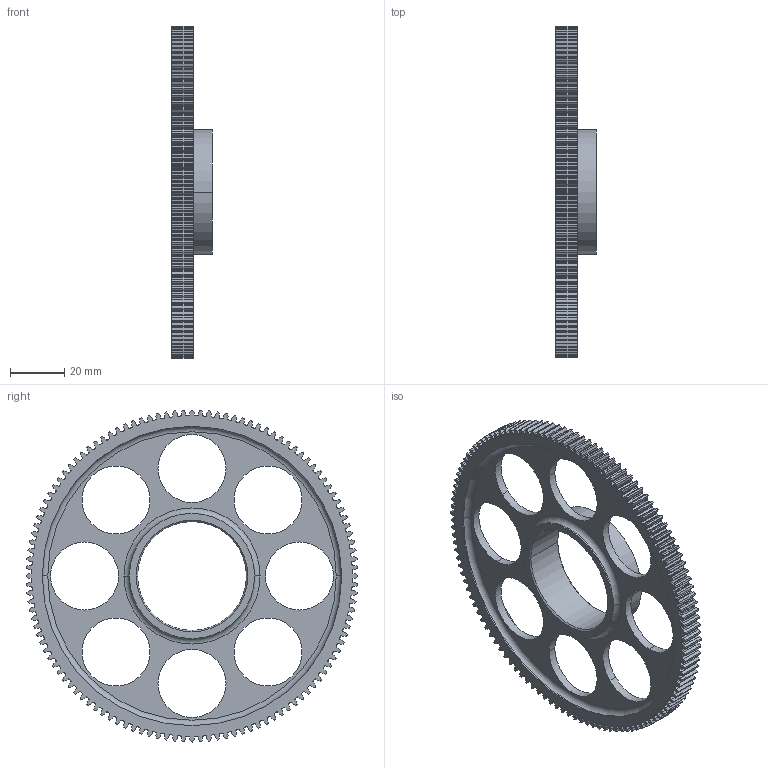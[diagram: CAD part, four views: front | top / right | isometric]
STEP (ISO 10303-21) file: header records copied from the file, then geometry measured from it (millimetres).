
FILE_DESCRIPTION(('CATIA V5 STEP Exchange'),'2;1');
FILE_NAME('PIGNON 120 DENTS CRABOT ELEC.stp','2021-01-01T10:00:59+00:00',('none'),('none'),'CATIA Version 5 Release 20 GA (IN-10)','CATIA V5 STEP AP203','none');
FILE_SCHEMA(('CONFIG_CONTROL_DESIGN'));
Length unit declared in the file: millimetre
Products named in the file (1): PIGNON 120 DENTS CRABOT
Bounding box: 15 x 122 x 122 mm (x, y, z)
Volume: 32636.2 mm3; surface area: 24410.6 mm2
Topology: 1 solids, 1 shells, 1118 faces, 3325 edges, 2213 vertices
Faces by surface type: cylinder 620, plane 486, torus 8, cone 4
Entity records: 36669 total; most frequent: ORIENTED_EDGE 6650, CARTESIAN_POINT 6643, DIRECTION 5533, EDGE_CURVE 3325, AXIS2_PLACEMENT_3D 2365, VERTEX_POINT 2213, VECTOR 2065, LINE 2065
